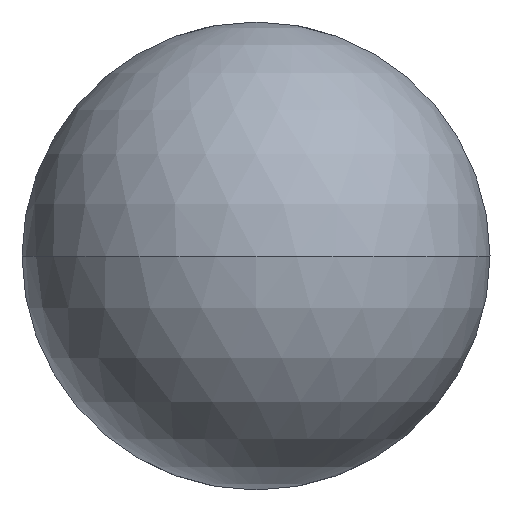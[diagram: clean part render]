
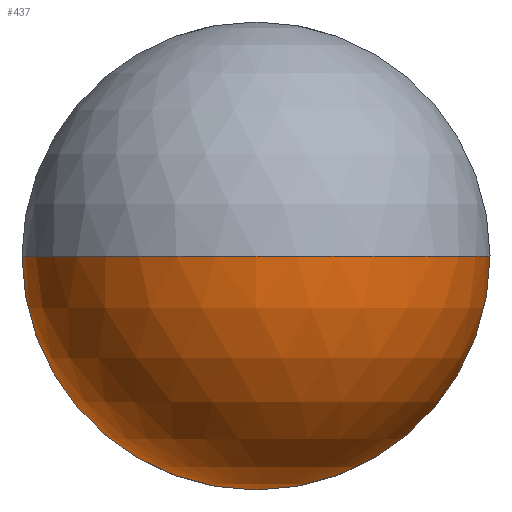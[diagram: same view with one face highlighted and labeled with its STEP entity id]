
A CAD part, front view. The second image highlights one B-rep face of the part: STEP entity #437.
In plain terms, the highlighted spherical face has radius 1.587 mm.
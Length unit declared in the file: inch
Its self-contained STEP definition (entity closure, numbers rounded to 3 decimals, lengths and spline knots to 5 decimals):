
#3 = DIRECTION ( 'NONE',  ( 0., 0., -1. ) ) ;
#4 = EDGE_CURVE ( 'NONE', #229, #513, #357, .T. ) ;
#28 = ORIENTED_EDGE ( 'NONE', *, *, #320, .T. ) ;
#39 = DIRECTION ( 'NONE',  ( 0., -1., 0. ) ) ;
#59 = CARTESIAN_POINT ( 'NONE',  ( 0., 0.0625, -0.0625 ) ) ;
#103 = DIRECTION ( 'NONE',  ( 0., 0., -1. ) ) ;
#129 = VERTEX_POINT ( 'NONE', #314 ) ;
#142 = EDGE_CURVE ( 'NONE', #129, #513, #301, .T. ) ;
#178 = DIRECTION ( 'NONE',  ( -1., 0., 0. ) ) ;
#184 = AXIS2_PLACEMENT_3D ( 'NONE', #325, #3, #482 ) ;
#198 = DIRECTION ( 'NONE',  ( 0., 0., -1. ) ) ;
#200 = CARTESIAN_POINT ( 'NONE',  ( 0.0625, 0.0625, 0. ) ) ;
#208 = ORIENTED_EDGE ( 'NONE', *, *, #142, .F. ) ;
#218 = EDGE_CURVE ( 'NONE', #129, #388, #226, .T. ) ;
#226 = CIRCLE ( 'NONE', #425, 0.0625 ) ;
#229 = VERTEX_POINT ( 'NONE', #200 ) ;
#230 = AXIS2_PLACEMENT_3D ( 'NONE', #304, #268, #393 ) ;
#231 = AXIS2_PLACEMENT_3D ( 'NONE', #335, #103, #178 ) ;
#232 = CARTESIAN_POINT ( 'NONE',  ( 0., 0.0625, 0. ) ) ;
#237 = ORIENTED_EDGE ( 'NONE', *, *, #218, .T. ) ;
#243 = AXIS2_PLACEMENT_3D ( 'NONE', #312, #395, #517 ) ;
#268 = DIRECTION ( 'NONE',  ( 0., -1., 0. ) ) ;
#301 = CIRCLE ( 'NONE', #243, 0.0625 ) ;
#304 = CARTESIAN_POINT ( 'NONE',  ( 0., 0.0625, 0. ) ) ;
#312 = CARTESIAN_POINT ( 'NONE',  ( 0., 0.0625, 0. ) ) ;
#314 = CARTESIAN_POINT ( 'NONE',  ( -0.0625, 0.0625, 0. ) ) ;
#320 = EDGE_CURVE ( 'NONE', #388, #229, #464, .T. ) ;
#323 = ORIENTED_EDGE ( 'NONE', *, *, #4, .T. ) ;
#325 = CARTESIAN_POINT ( 'NONE',  ( 0., 0.0625, 0. ) ) ;
#335 = CARTESIAN_POINT ( 'NONE',  ( 0., 0.0625, 0. ) ) ;
#357 = CIRCLE ( 'NONE', #184, 0.0625 ) ;
#388 = VERTEX_POINT ( 'NONE', #59 ) ;
#393 = DIRECTION ( 'NONE',  ( 0., 0., -1. ) ) ;
#395 = DIRECTION ( 'NONE',  ( 0., 0., 1. ) ) ;
#405 = SPHERICAL_SURFACE ( 'NONE', #231, 0.0625 ) ;
#425 = AXIS2_PLACEMENT_3D ( 'NONE', #232, #39, #198 ) ;
#437 = ADVANCED_FACE ( 'NONE', ( #457 ), #405, .T. ) ;
#446 = EDGE_LOOP ( 'NONE', ( #237, #28, #323, #208 ) ) ;
#457 = FACE_OUTER_BOUND ( 'NONE', #446, .T. ) ;
#464 = CIRCLE ( 'NONE', #230, 0.0625 ) ;
#482 = DIRECTION ( 'NONE',  ( -1., 0., 0. ) ) ;
#491 = CARTESIAN_POINT ( 'NONE',  ( 0., 0., 0. ) ) ;
#513 = VERTEX_POINT ( 'NONE', #491 ) ;
#517 = DIRECTION ( 'NONE',  ( 1., 0., 0. ) ) ;
